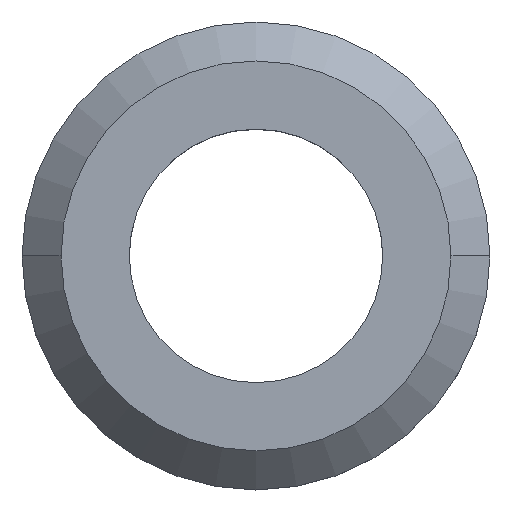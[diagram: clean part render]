
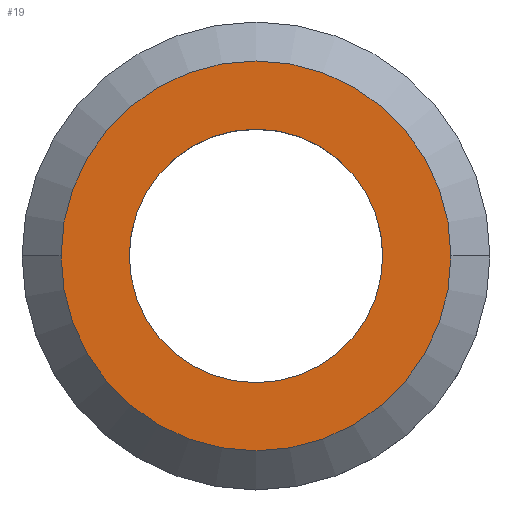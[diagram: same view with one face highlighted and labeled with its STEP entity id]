
A CAD part, top view. The second image highlights one B-rep face of the part: STEP entity #19.
In plain terms, the highlighted planar face has unit normal (0, 0, 1).
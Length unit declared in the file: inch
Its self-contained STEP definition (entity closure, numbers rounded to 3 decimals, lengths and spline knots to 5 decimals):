
#1 = PLANE ( 'NONE',  #194 ) ;
#11 = VERTEX_POINT ( 'NONE', #95 ) ;
#13 = AXIS2_PLACEMENT_3D ( 'NONE', #340, #310, #342 ) ;
#18 = EDGE_LOOP ( 'NONE', ( #226, #193 ) ) ;
#19 = ADVANCED_FACE ( 'NONE', ( #170, #26 ), #1, .T. ) ;
#26 = FACE_BOUND ( 'NONE', #18, .T. ) ;
#55 = CIRCLE ( 'NONE', #294, 0.625 ) ;
#68 = DIRECTION ( 'NONE',  ( 0., 0., 1. ) ) ;
#71 = EDGE_CURVE ( 'NONE', #224, #200, #55, .T. ) ;
#83 = ORIENTED_EDGE ( 'NONE', *, *, #71, .T. ) ;
#95 = CARTESIAN_POINT ( 'NONE',  ( 0.40625, 0., 0.5 ) ) ;
#134 = DIRECTION ( 'NONE',  ( 0., 0., 1. ) ) ;
#137 = ORIENTED_EDGE ( 'NONE', *, *, #160, .T. ) ;
#143 = DIRECTION ( 'NONE',  ( 1., 0., 0. ) ) ;
#160 = EDGE_CURVE ( 'NONE', #200, #224, #177, .T. ) ;
#170 = FACE_OUTER_BOUND ( 'NONE', #297, .T. ) ;
#174 = CARTESIAN_POINT ( 'NONE',  ( 0., 0., 0.5 ) ) ;
#175 = EDGE_CURVE ( 'NONE', #391, #11, #407, .T. ) ;
#176 = CARTESIAN_POINT ( 'NONE',  ( 0., 0., 0.5 ) ) ;
#177 = CIRCLE ( 'NONE', #286, 0.625 ) ;
#193 = ORIENTED_EDGE ( 'NONE', *, *, #349, .F. ) ;
#194 = AXIS2_PLACEMENT_3D ( 'NONE', #326, #134, #206 ) ;
#198 = CIRCLE ( 'NONE', #408, 0.40625 ) ;
#200 = VERTEX_POINT ( 'NONE', #368 ) ;
#206 = DIRECTION ( 'NONE',  ( 1., 0., 0. ) ) ;
#224 = VERTEX_POINT ( 'NONE', #379 ) ;
#226 = ORIENTED_EDGE ( 'NONE', *, *, #175, .F. ) ;
#234 = DIRECTION ( 'NONE',  ( 0., 0., 1. ) ) ;
#265 = CARTESIAN_POINT ( 'NONE',  ( 0., 0., 0.5 ) ) ;
#286 = AXIS2_PLACEMENT_3D ( 'NONE', #176, #68, #302 ) ;
#294 = AXIS2_PLACEMENT_3D ( 'NONE', #265, #234, #357 ) ;
#297 = EDGE_LOOP ( 'NONE', ( #83, #137 ) ) ;
#298 = CARTESIAN_POINT ( 'NONE',  ( -0.40625, 0., 0.5 ) ) ;
#302 = DIRECTION ( 'NONE',  ( 1., 0., 0. ) ) ;
#310 = DIRECTION ( 'NONE',  ( 0., 0., 1. ) ) ;
#326 = CARTESIAN_POINT ( 'NONE',  ( 0., 0., 0.5 ) ) ;
#338 = DIRECTION ( 'NONE',  ( 0., 0., 1. ) ) ;
#340 = CARTESIAN_POINT ( 'NONE',  ( 0., 0., 0.5 ) ) ;
#342 = DIRECTION ( 'NONE',  ( 1., 0., 0. ) ) ;
#349 = EDGE_CURVE ( 'NONE', #11, #391, #198, .T. ) ;
#357 = DIRECTION ( 'NONE',  ( 1., 0., 0. ) ) ;
#368 = CARTESIAN_POINT ( 'NONE',  ( 0.625, 0., 0.5 ) ) ;
#379 = CARTESIAN_POINT ( 'NONE',  ( -0.625, 0., 0.5 ) ) ;
#391 = VERTEX_POINT ( 'NONE', #298 ) ;
#407 = CIRCLE ( 'NONE', #13, 0.40625 ) ;
#408 = AXIS2_PLACEMENT_3D ( 'NONE', #174, #338, #143 ) ;
